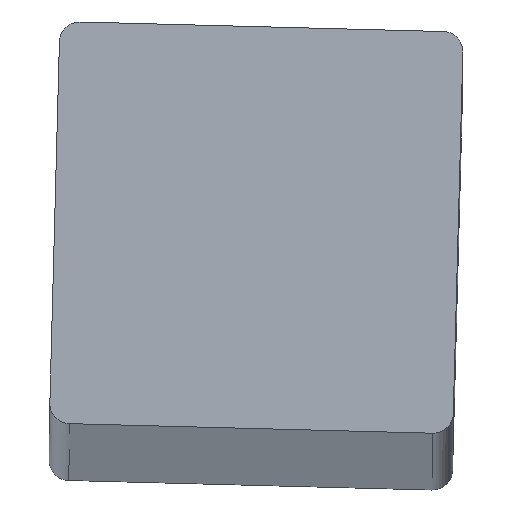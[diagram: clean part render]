
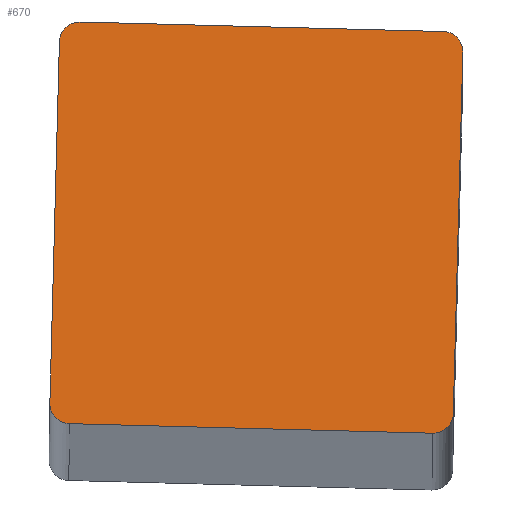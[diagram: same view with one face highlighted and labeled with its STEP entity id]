
A CAD part, left-side view. The second image highlights one B-rep face of the part: STEP entity #670.
In plain terms, the highlighted face is planar.
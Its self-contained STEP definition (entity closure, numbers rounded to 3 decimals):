
#29 = CARTESIAN_POINT ( 'NONE',  ( 10., -9., 0. ) ) ;
#39 = FACE_OUTER_BOUND ( 'NONE', #922, .T. ) ;
#54 = AXIS2_PLACEMENT_3D ( 'NONE', #275, #63, #421 ) ;
#63 = DIRECTION ( 'NONE',  ( 0., 0., -1. ) ) ;
#65 = VECTOR ( 'NONE', #289, 1000. ) ;
#68 = LINE ( 'NONE', #542, #856 ) ;
#104 = DIRECTION ( 'NONE',  ( 0., 0., 1. ) ) ;
#180 = DIRECTION ( 'NONE',  ( 0., 0., -1. ) ) ;
#188 = VERTEX_POINT ( 'NONE', #705 ) ;
#189 = PLANE ( 'NONE',  #901 ) ;
#209 = VECTOR ( 'NONE', #677, 1000. ) ;
#217 = CARTESIAN_POINT ( 'NONE',  ( 10., 10., 0. ) ) ;
#275 = CARTESIAN_POINT ( 'NONE',  ( -9., 9., 0. ) ) ;
#286 = DIRECTION ( 'NONE',  ( 1., 0., 0. ) ) ;
#289 = DIRECTION ( 'NONE',  ( 0., 1., 0. ) ) ;
#313 = AXIS2_PLACEMENT_3D ( 'NONE', #489, #180, #329 ) ;
#329 = DIRECTION ( 'NONE',  ( 1., 0., 0. ) ) ;
#331 = AXIS2_PLACEMENT_3D ( 'NONE', #909, #906, #286 ) ;
#336 = VERTEX_POINT ( 'NONE', #875 ) ;
#346 = CIRCLE ( 'NONE', #54, 1. ) ;
#361 = CARTESIAN_POINT ( 'NONE',  ( -10., 9., 0. ) ) ;
#365 = DIRECTION ( 'NONE',  ( -1., 0., 0. ) ) ;
#375 = CIRCLE ( 'NONE', #331, 1. ) ;
#391 = VERTEX_POINT ( 'NONE', #889 ) ;
#410 = CARTESIAN_POINT ( 'NONE',  ( 0., 0., 0. ) ) ;
#421 = DIRECTION ( 'NONE',  ( 1., 0., 0. ) ) ;
#463 = VERTEX_POINT ( 'NONE', #612 ) ;
#467 = EDGE_CURVE ( 'NONE', #564, #463, #375, .T. ) ;
#469 = VERTEX_POINT ( 'NONE', #697 ) ;
#483 = ORIENTED_EDGE ( 'NONE', *, *, #660, .T. ) ;
#489 = CARTESIAN_POINT ( 'NONE',  ( 9., 9., 0. ) ) ;
#497 = CIRCLE ( 'NONE', #313, 1. ) ;
#527 = CARTESIAN_POINT ( 'NONE',  ( -10., -10., 0. ) ) ;
#542 = CARTESIAN_POINT ( 'NONE',  ( -10., 10., 0. ) ) ;
#549 = ORIENTED_EDGE ( 'NONE', *, *, #630, .T. ) ;
#559 = AXIS2_PLACEMENT_3D ( 'NONE', #855, #707, #648 ) ;
#564 = VERTEX_POINT ( 'NONE', #29 ) ;
#570 = ORIENTED_EDGE ( 'NONE', *, *, #841, .F. ) ;
#594 = CARTESIAN_POINT ( 'NONE',  ( -10., 10., 0. ) ) ;
#600 = LINE ( 'NONE', #527, #655 ) ;
#612 = CARTESIAN_POINT ( 'NONE',  ( 9., -10., 0. ) ) ;
#619 = ORIENTED_EDGE ( 'NONE', *, *, #959, .F. ) ;
#630 = EDGE_CURVE ( 'NONE', #469, #391, #821, .T. ) ;
#634 = DIRECTION ( 'NONE',  ( 1., 0., 0. ) ) ;
#648 = DIRECTION ( 'NONE',  ( 1., 0., 0. ) ) ;
#655 = VECTOR ( 'NONE', #825, 1000. ) ;
#660 = EDGE_CURVE ( 'NONE', #188, #336, #497, .T. ) ;
#670 = ADVANCED_FACE ( 'NONE', ( #39 ), #189, .F. ) ;
#675 = ORIENTED_EDGE ( 'NONE', *, *, #867, .F. ) ;
#677 = DIRECTION ( 'NONE',  ( 0., -1., 0. ) ) ;
#681 = LINE ( 'NONE', #217, #65 ) ;
#694 = ORIENTED_EDGE ( 'NONE', *, *, #467, .T. ) ;
#696 = ORIENTED_EDGE ( 'NONE', *, *, #946, .F. ) ;
#697 = CARTESIAN_POINT ( 'NONE',  ( -9., -10., 0. ) ) ;
#705 = CARTESIAN_POINT ( 'NONE',  ( 9., 10., 0. ) ) ;
#707 = DIRECTION ( 'NONE',  ( 0., 0., -1. ) ) ;
#715 = ORIENTED_EDGE ( 'NONE', *, *, #767, .T. ) ;
#723 = VERTEX_POINT ( 'NONE', #881 ) ;
#767 = EDGE_CURVE ( 'NONE', #846, #723, #346, .T. ) ;
#821 = CIRCLE ( 'NONE', #559, 1. ) ;
#825 = DIRECTION ( 'NONE',  ( 1., 0., 0. ) ) ;
#841 = EDGE_CURVE ( 'NONE', #188, #723, #68, .T. ) ;
#846 = VERTEX_POINT ( 'NONE', #361 ) ;
#855 = CARTESIAN_POINT ( 'NONE',  ( -9., -9., 0. ) ) ;
#856 = VECTOR ( 'NONE', #365, 1000. ) ;
#867 = EDGE_CURVE ( 'NONE', #846, #391, #980, .T. ) ;
#875 = CARTESIAN_POINT ( 'NONE',  ( 10., 9., 0. ) ) ;
#881 = CARTESIAN_POINT ( 'NONE',  ( -9., 10., 0. ) ) ;
#889 = CARTESIAN_POINT ( 'NONE',  ( -10., -9., 0. ) ) ;
#901 = AXIS2_PLACEMENT_3D ( 'NONE', #410, #104, #634 ) ;
#906 = DIRECTION ( 'NONE',  ( 0., 0., -1. ) ) ;
#909 = CARTESIAN_POINT ( 'NONE',  ( 9., -9., 0. ) ) ;
#922 = EDGE_LOOP ( 'NONE', ( #619, #549, #675, #715, #570, #483, #696, #694 ) ) ;
#946 = EDGE_CURVE ( 'NONE', #564, #336, #681, .T. ) ;
#959 = EDGE_CURVE ( 'NONE', #469, #463, #600, .T. ) ;
#980 = LINE ( 'NONE', #594, #209 ) ;
